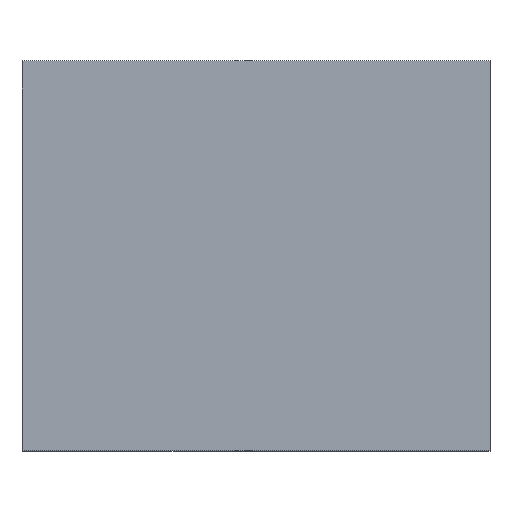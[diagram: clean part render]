
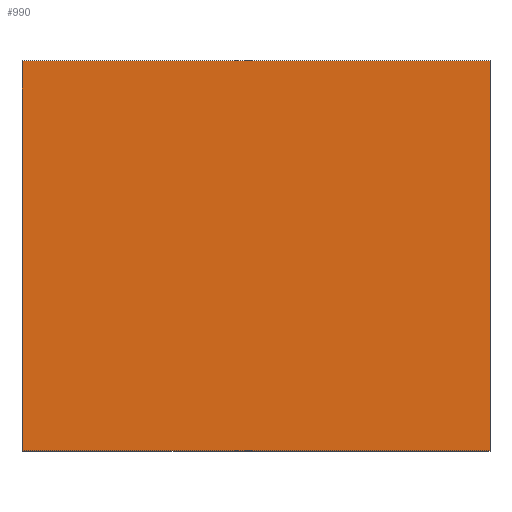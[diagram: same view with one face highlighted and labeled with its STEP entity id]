
A CAD part, top view. The second image highlights one B-rep face of the part: STEP entity #990.
In plain terms, the highlighted face is planar.
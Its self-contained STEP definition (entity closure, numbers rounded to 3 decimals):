
#28 = ORIENTED_EDGE ( 'NONE', *, *, #623, .T. ) ;
#85 = CARTESIAN_POINT ( 'NONE',  ( 3., 1., 0. ) ) ;
#278 = CARTESIAN_POINT ( 'NONE',  ( -3., 1., 2.5 ) ) ;
#286 = DIRECTION ( 'NONE',  ( -1., 0., 0. ) ) ;
#384 = CARTESIAN_POINT ( 'NONE',  ( 3., 1., -2.5 ) ) ;
#556 = CARTESIAN_POINT ( 'NONE',  ( -3., 1., -2.5 ) ) ;
#623 = EDGE_CURVE ( 'NONE', #2288, #4211, #5085, .T. ) ;
#677 = VECTOR ( 'NONE', #3763, 1000. ) ;
#772 = VECTOR ( 'NONE', #3135, 1000. ) ;
#990 = ADVANCED_FACE ( 'NONE', ( #5117 ), #4256, .T. ) ;
#1164 = CARTESIAN_POINT ( 'NONE',  ( 0., 1., 2.5 ) ) ;
#1369 = LINE ( 'NONE', #85, #677 ) ;
#1436 = DIRECTION ( 'NONE',  ( 0., 1., 0. ) ) ;
#1745 = CARTESIAN_POINT ( 'NONE',  ( 3., 1., 2.5 ) ) ;
#2250 = CARTESIAN_POINT ( 'NONE',  ( 0., 1., 0. ) ) ;
#2273 = CARTESIAN_POINT ( 'NONE',  ( 0., 1., -2.5 ) ) ;
#2285 = LINE ( 'NONE', #1164, #4213 ) ;
#2288 = VERTEX_POINT ( 'NONE', #384 ) ;
#2430 = VERTEX_POINT ( 'NONE', #1745 ) ;
#2752 = EDGE_CURVE ( 'NONE', #4092, #2430, #2285, .T. ) ;
#2978 = EDGE_CURVE ( 'NONE', #4211, #4092, #4335, .T. ) ;
#3089 = EDGE_LOOP ( 'NONE', ( #28, #3988, #3898, #4731 ) ) ;
#3135 = DIRECTION ( 'NONE',  ( 0., 0., 1. ) ) ;
#3457 = CARTESIAN_POINT ( 'NONE',  ( -3., 1., 0. ) ) ;
#3492 = DIRECTION ( 'NONE',  ( 1., 0., 0. ) ) ;
#3763 = DIRECTION ( 'NONE',  ( 0., 0., -1. ) ) ;
#3898 = ORIENTED_EDGE ( 'NONE', *, *, #2752, .T. ) ;
#3988 = ORIENTED_EDGE ( 'NONE', *, *, #2978, .T. ) ;
#4069 = VECTOR ( 'NONE', #286, 1000. ) ;
#4092 = VERTEX_POINT ( 'NONE', #278 ) ;
#4211 = VERTEX_POINT ( 'NONE', #556 ) ;
#4213 = VECTOR ( 'NONE', #3492, 1000. ) ;
#4256 = PLANE ( 'NONE',  #4821 ) ;
#4335 = LINE ( 'NONE', #3457, #772 ) ;
#4715 = EDGE_CURVE ( 'NONE', #2430, #2288, #1369, .T. ) ;
#4731 = ORIENTED_EDGE ( 'NONE', *, *, #4715, .T. ) ;
#4821 = AXIS2_PLACEMENT_3D ( 'NONE', #2250, #1436, #5091 ) ;
#5085 = LINE ( 'NONE', #2273, #4069 ) ;
#5091 = DIRECTION ( 'NONE',  ( 0., 0., 1. ) ) ;
#5117 = FACE_OUTER_BOUND ( 'NONE', #3089, .T. ) ;
